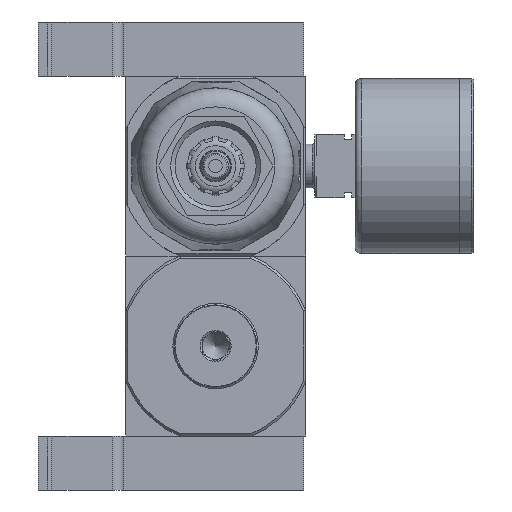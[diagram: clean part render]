
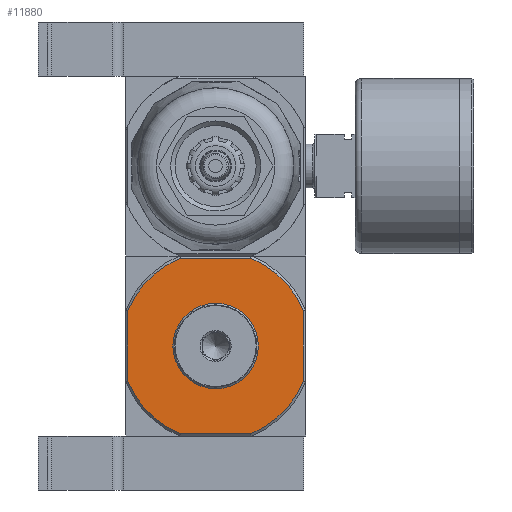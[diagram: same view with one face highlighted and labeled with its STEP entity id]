
A CAD part, front view. The second image highlights one B-rep face of the part: STEP entity #11880.
In plain terms, the highlighted planar face has unit normal (0, -1, 0).
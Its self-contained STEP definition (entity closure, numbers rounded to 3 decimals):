
#1233=CIRCLE('',#15917,9.5);
#1234=CIRCLE('',#15918,21.);
#1235=CIRCLE('',#15919,21.);
#1236=CIRCLE('',#15920,21.);
#1237=CIRCLE('',#15921,21.);
#4129=ORIENTED_EDGE('',*,*,#5999,.F.);
#4130=ORIENTED_EDGE('',*,*,#6000,.T.);
#4131=ORIENTED_EDGE('',*,*,#6001,.F.);
#4132=ORIENTED_EDGE('',*,*,#5995,.T.);
#4133=ORIENTED_EDGE('',*,*,#6002,.F.);
#4134=ORIENTED_EDGE('',*,*,#6003,.F.);
#4135=ORIENTED_EDGE('',*,*,#6004,.F.);
#4136=ORIENTED_EDGE('',*,*,#6005,.F.);
#4137=ORIENTED_EDGE('',*,*,#6006,.F.);
#5995=EDGE_CURVE('',#7205,#7206,#8048,.T.);
#5999=EDGE_CURVE('',#7209,#7209,#1233,.F.);
#6000=EDGE_CURVE('',#7210,#7211,#8050,.T.);
#6001=EDGE_CURVE('',#7205,#7211,#1234,.T.);
#6002=EDGE_CURVE('',#7212,#7206,#1235,.T.);
#6003=EDGE_CURVE('',#7213,#7212,#8051,.T.);
#6004=EDGE_CURVE('',#7214,#7213,#1236,.T.);
#6005=EDGE_CURVE('',#7215,#7214,#8052,.T.);
#6006=EDGE_CURVE('',#7210,#7215,#1237,.T.);
#7205=VERTEX_POINT('',#23500);
#7206=VERTEX_POINT('',#23501);
#7209=VERTEX_POINT('',#23515);
#7210=VERTEX_POINT('',#23517);
#7211=VERTEX_POINT('',#23518);
#7212=VERTEX_POINT('',#23521);
#7213=VERTEX_POINT('',#23523);
#7214=VERTEX_POINT('',#23525);
#7215=VERTEX_POINT('',#23527);
#8048=LINE('',#23499,#8830);
#8050=LINE('',#23516,#8832);
#8051=LINE('',#23522,#8833);
#8052=LINE('',#23526,#8834);
#8830=VECTOR('',#19168,1000.);
#8832=VECTOR('',#19174,1000.);
#8833=VECTOR('',#19179,1000.);
#8834=VECTOR('',#19182,1000.);
#9711=EDGE_LOOP('',(#4129));
#9712=EDGE_LOOP('',(#4130,#4131,#4132,#4133,#4134,#4135,#4136,#4137));
#10699=FACE_BOUND('',#9711,.T.);
#10700=FACE_BOUND('',#9712,.T.);
#11226=PLANE('',#15916);
#11880=ADVANCED_FACE('',(#10699,#10700),#11226,.F.);
#15916=AXIS2_PLACEMENT_3D('',#23513,#19170,#19171);
#15917=AXIS2_PLACEMENT_3D('',#23514,#19172,#19173);
#15918=AXIS2_PLACEMENT_3D('',#23519,#19175,#19176);
#15919=AXIS2_PLACEMENT_3D('',#23520,#19177,#19178);
#15920=AXIS2_PLACEMENT_3D('',#23524,#19180,#19181);
#15921=AXIS2_PLACEMENT_3D('',#23528,#19183,#19184);
#19168=DIRECTION('',(0.,0.,-1.));
#19170=DIRECTION('',(0.,1.,0.));
#19171=DIRECTION('',(0.,0.,1.));
#19172=DIRECTION('',(0.,1.,0.));
#19173=DIRECTION('',(0.,0.,1.));
#19174=DIRECTION('',(-1.,0.,0.));
#19175=DIRECTION('',(0.,1.,0.));
#19176=DIRECTION('',(-1.,0.,0.));
#19177=DIRECTION('',(0.,1.,0.));
#19178=DIRECTION('',(-1.,0.,0.));
#19179=DIRECTION('',(-1.,0.,0.));
#19180=DIRECTION('',(0.,1.,0.));
#19181=DIRECTION('',(-1.,0.,0.));
#19182=DIRECTION('',(0.,0.,-1.));
#19183=DIRECTION('',(0.,1.,0.));
#19184=DIRECTION('',(-1.,0.,0.));
#23499=CARTESIAN_POINT('',(-19.5,-20.,20.));
#23500=CARTESIAN_POINT('',(-19.5,-20.,7.794));
#23501=CARTESIAN_POINT('',(-19.5,-20.,-7.794));
#23513=CARTESIAN_POINT('',(-19.5,-20.,20.));
#23514=CARTESIAN_POINT('',(0.,-20.,0.));
#23515=CARTESIAN_POINT('',(0.,-20.,9.5));
#23516=CARTESIAN_POINT('',(20.,-20.,19.5));
#23517=CARTESIAN_POINT('',(7.794,-20.,19.5));
#23518=CARTESIAN_POINT('',(-7.794,-20.,19.5));
#23519=CARTESIAN_POINT('',(0.,-20.,0.));
#23520=CARTESIAN_POINT('',(0.,-20.,0.));
#23521=CARTESIAN_POINT('',(-7.794,-20.,-19.5));
#23522=CARTESIAN_POINT('',(20.,-20.,-19.5));
#23523=CARTESIAN_POINT('',(7.794,-20.,-19.5));
#23524=CARTESIAN_POINT('',(0.,-20.,0.));
#23525=CARTESIAN_POINT('',(19.5,-20.,-7.794));
#23526=CARTESIAN_POINT('',(19.5,-20.,20.));
#23527=CARTESIAN_POINT('',(19.5,-20.,7.794));
#23528=CARTESIAN_POINT('',(0.,-20.,0.));
